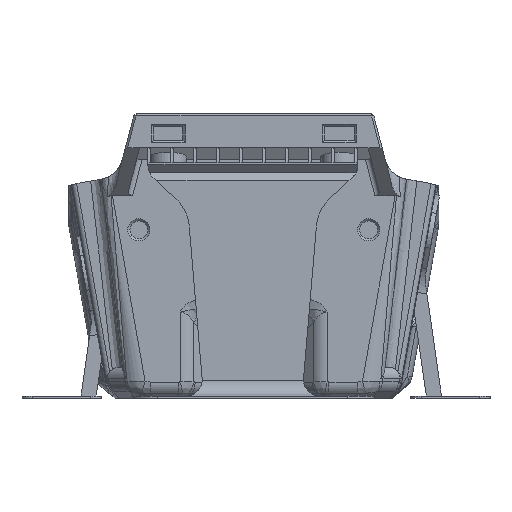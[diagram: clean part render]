
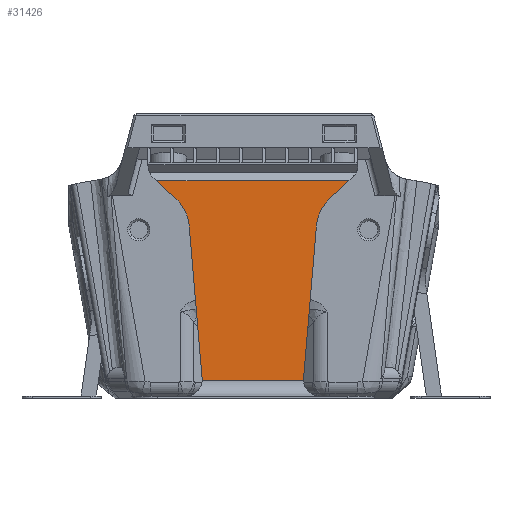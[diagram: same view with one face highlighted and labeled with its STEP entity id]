
A CAD part, front view. The second image highlights one B-rep face of the part: STEP entity #31426.
In plain terms, the highlighted planar face has unit normal (0, -1, 0).
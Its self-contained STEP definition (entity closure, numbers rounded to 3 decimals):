
#923=CIRCLE('',#33420,3.);
#924=CIRCLE('',#33421,3.);
#925=CIRCLE('',#33422,8.);
#926=CIRCLE('',#33423,8.);
#2282=LINE('',#47798,#5051);
#2284=LINE('',#47805,#5053);
#2285=LINE('',#47810,#5054);
#2286=LINE('',#47812,#5055);
#2287=LINE('',#47814,#5056);
#2288=LINE('',#47818,#5057);
#5051=VECTOR('',#36662,1000.);
#5053=VECTOR('',#36668,1000.);
#5054=VECTOR('',#36673,1000.);
#5055=VECTOR('',#36674,1000.);
#5056=VECTOR('',#36675,1000.);
#5057=VECTOR('',#36678,1000.);
#7746=PLANE('',#33419);
#9541=ORIENTED_EDGE('',*,*,#18855,.T.);
#9542=ORIENTED_EDGE('',*,*,#18856,.T.);
#9543=ORIENTED_EDGE('',*,*,#18857,.T.);
#9544=ORIENTED_EDGE('',*,*,#18853,.F.);
#9545=ORIENTED_EDGE('',*,*,#18858,.T.);
#9546=ORIENTED_EDGE('',*,*,#18859,.T.);
#9547=ORIENTED_EDGE('',*,*,#18860,.F.);
#9548=ORIENTED_EDGE('',*,*,#18861,.F.);
#9549=ORIENTED_EDGE('',*,*,#18862,.T.);
#9550=ORIENTED_EDGE('',*,*,#18863,.T.);
#18853=EDGE_CURVE('',#23577,#23578,#2282,.T.);
#18855=EDGE_CURVE('',#23579,#23580,#923,.T.);
#18856=EDGE_CURVE('',#23580,#23581,#2284,.F.);
#18857=EDGE_CURVE('',#23581,#23578,#924,.T.);
#18858=EDGE_CURVE('',#23577,#23582,#925,.T.);
#18859=EDGE_CURVE('',#23582,#23583,#2285,.T.);
#18860=EDGE_CURVE('',#23584,#23583,#2286,.T.);
#18861=EDGE_CURVE('',#23585,#23584,#2287,.T.);
#18862=EDGE_CURVE('',#23585,#23586,#926,.T.);
#18863=EDGE_CURVE('',#23586,#23579,#2288,.T.);
#23577=VERTEX_POINT('',#47797);
#23578=VERTEX_POINT('',#47799);
#23579=VERTEX_POINT('',#47803);
#23580=VERTEX_POINT('',#47804);
#23581=VERTEX_POINT('',#47806);
#23582=VERTEX_POINT('',#47809);
#23583=VERTEX_POINT('',#47811);
#23584=VERTEX_POINT('',#47813);
#23585=VERTEX_POINT('',#47815);
#23586=VERTEX_POINT('',#47817);
#27436=EDGE_LOOP('',(#9541,#9542,#9543,#9544,#9545,#9546,#9547,#9548,#9549,
#9550));
#29403=FACE_BOUND('',#27436,.T.);
#31426=ADVANCED_FACE('',(#29403),#7746,.F.);
#33419=AXIS2_PLACEMENT_3D('',#47801,#36664,#36665);
#33420=AXIS2_PLACEMENT_3D('',#47802,#36666,#36667);
#33421=AXIS2_PLACEMENT_3D('',#47807,#36669,#36670);
#33422=AXIS2_PLACEMENT_3D('',#47808,#36671,#36672);
#33423=AXIS2_PLACEMENT_3D('',#47816,#36676,#36677);
#36662=DIRECTION('',(-0.084,0.,-0.996));
#36664=DIRECTION('',(0.,1.,0.));
#36665=DIRECTION('',(0.,0.,1.));
#36666=DIRECTION('',(0.,1.,0.));
#36667=DIRECTION('',(0.,0.,1.));
#36668=DIRECTION('',(-1.,0.,0.));
#36669=DIRECTION('',(0.,1.,0.));
#36670=DIRECTION('',(0.,0.,1.));
#36671=DIRECTION('',(0.,1.,0.));
#36672=DIRECTION('',(0.,0.,1.));
#36673=DIRECTION('',(0.731,0.,0.682));
#36674=DIRECTION('',(1.,0.,0.));
#36675=DIRECTION('',(-0.731,0.,0.682));
#36676=DIRECTION('',(0.,1.,0.));
#36677=DIRECTION('',(0.,0.,1.));
#36678=DIRECTION('',(0.084,0.,-0.996));
#47797=CARTESIAN_POINT('',(11.856,-32.314,32.579));
#47798=CARTESIAN_POINT('',(36.482,-32.314,324.724));
#47799=CARTESIAN_POINT('',(9.418,-32.314,3.652));
#47801=CARTESIAN_POINT('',(0.,-32.314,327.8));
#47802=CARTESIAN_POINT('',(-12.767,-32.314,3.4));
#47803=CARTESIAN_POINT('',(-9.777,-32.314,3.652));
#47804=CARTESIAN_POINT('',(-9.767,-32.314,3.4));
#47805=CARTESIAN_POINT('',(9.143,-32.314,3.4));
#47806=CARTESIAN_POINT('',(9.407,-32.314,3.4));
#47807=CARTESIAN_POINT('',(12.407,-32.314,3.4));
#47808=CARTESIAN_POINT('',(19.828,-32.314,31.907));
#47809=CARTESIAN_POINT('',(14.372,-32.314,37.757));
#47810=CARTESIAN_POINT('',(16.736,-32.314,39.963));
#47811=CARTESIAN_POINT('',(17.982,-32.314,41.124));
#47812=CARTESIAN_POINT('',(-65.369,-32.314,41.124));
#47813=CARTESIAN_POINT('',(-18.341,-32.314,41.124));
#47814=CARTESIAN_POINT('',(-17.096,-32.314,39.963));
#47815=CARTESIAN_POINT('',(-14.731,-32.314,37.757));
#47816=CARTESIAN_POINT('',(-20.187,-32.314,31.907));
#47817=CARTESIAN_POINT('',(-12.216,-32.314,32.579));
#47818=CARTESIAN_POINT('',(-36.839,-32.314,324.694));
